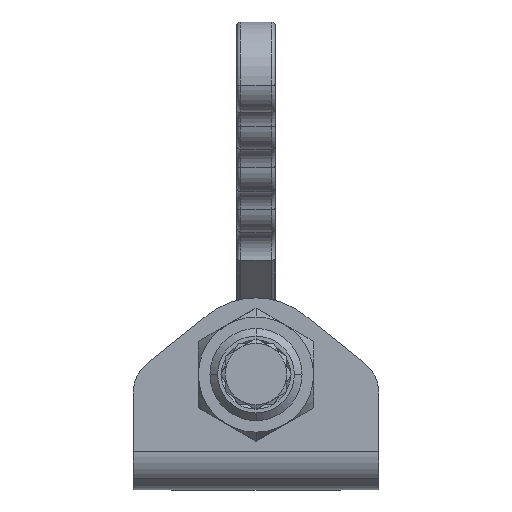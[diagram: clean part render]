
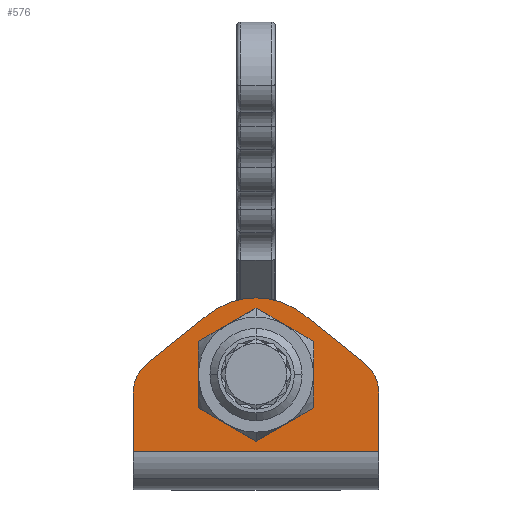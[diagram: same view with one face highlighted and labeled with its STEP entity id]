
A CAD part, top view. The second image highlights one B-rep face of the part: STEP entity #576.
In plain terms, the highlighted planar face has unit normal (0, 0, 1).
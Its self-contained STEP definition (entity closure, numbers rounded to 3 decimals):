
#216=CARTESIAN_POINT('',(12.1,-2.651,0.0));
#217=VERTEX_POINT('',#216);
#233=CARTESIAN_POINT('',(-0.4,9.849,0.0));
#234=VERTEX_POINT('',#233);
#241=CARTESIAN_POINT('',(12.1,9.849,0.0));
#242=DIRECTION('',(0.0,0.0,1.0));
#243=DIRECTION('',(0.0,1.0,0.0));
#244=AXIS2_PLACEMENT_3D('',#241,#242,#243);
#245=CIRCLE('',#244,12.5);
#246=EDGE_CURVE('',#234,#217,#245,.T.);
#258=CARTESIAN_POINT('',(12.1,22.349,0.0));
#259=VERTEX_POINT('',#258);
#275=CARTESIAN_POINT('',(24.6,9.849,0.0));
#276=VERTEX_POINT('',#275);
#283=CARTESIAN_POINT('',(12.1,9.849,0.0));
#284=DIRECTION('',(0.0,0.0,1.0));
#285=DIRECTION('',(0.0,-1.0,0.0));
#286=AXIS2_PLACEMENT_3D('',#283,#284,#285);
#287=CIRCLE('',#286,12.5);
#288=EDGE_CURVE('',#276,#259,#287,.T.);
#299=CARTESIAN_POINT('',(12.1,9.849,0.0));
#300=DIRECTION('',(0.0,0.0,1.0));
#301=DIRECTION('',(0.0,-1.0,0.0));
#302=AXIS2_PLACEMENT_3D('',#299,#300,#301);
#303=CIRCLE('',#302,12.5);
#304=EDGE_CURVE('',#259,#234,#303,.T.);
#332=CARTESIAN_POINT('',(24.6,25.462,0.0));
#333=VERTEX_POINT('',#332);
#340=CARTESIAN_POINT('',(40.35,12.852,0.0));
#341=VERTEX_POINT('',#340);
#342=CARTESIAN_POINT('',(24.6,25.462,0.0));
#343=DIRECTION('',(0.781,-0.625,0.0));
#344=VECTOR('',#343,20.176);
#345=LINE('',#342,#344);
#346=EDGE_CURVE('',#333,#341,#345,.T.);
#371=CARTESIAN_POINT('',(-0.4,25.462,0.0));
#372=VERTEX_POINT('',#371);
#379=CARTESIAN_POINT('',(12.1,9.849,0.0));
#380=DIRECTION('',(0.0,0.0,-1.0));
#381=DIRECTION('',(-1.0,0.0,0.0));
#382=AXIS2_PLACEMENT_3D('',#379,#380,#381);
#383=CIRCLE('',#382,20.);
#384=EDGE_CURVE('',#372,#333,#383,.T.);
#403=CARTESIAN_POINT('',(-16.15,12.852,0.0));
#404=VERTEX_POINT('',#403);
#411=CARTESIAN_POINT('',(-16.15,12.852,0.0));
#412=DIRECTION('',(0.781,0.625,0.0));
#413=VECTOR('',#412,20.176);
#414=LINE('',#411,#413);
#415=EDGE_CURVE('',#404,#372,#414,.T.);
#427=CARTESIAN_POINT('',(12.1,9.849,0.0));
#428=DIRECTION('',(0.0,0.0,1.0));
#429=DIRECTION('',(0.0,1.0,0.0));
#430=AXIS2_PLACEMENT_3D('',#427,#428,#429);
#431=CIRCLE('',#430,12.5);
#432=EDGE_CURVE('',#217,#276,#431,.T.);
#502=CARTESIAN_POINT('',(44.1,-10.151,0.0));
#503=VERTEX_POINT('',#502);
#511=CARTESIAN_POINT('',(-19.9,-10.151,0.0));
#512=VERTEX_POINT('',#511);
#513=CARTESIAN_POINT('',(44.1,-10.151,0.0));
#514=DIRECTION('',(-1.0,0.0,0.0));
#515=VECTOR('',#514,64.);
#516=LINE('',#513,#515);
#517=EDGE_CURVE('',#503,#512,#516,.T.);
#529=CARTESIAN_POINT('',(12.1,9.969,0.0));
#530=DIRECTION('',(0.0,0.0,1.0));
#531=DIRECTION('',(1.0,0.0,0.0));
#532=AXIS2_PLACEMENT_3D('',#529,#530,#531);
#533=PLANE('',#532);
#534=ORIENTED_EDGE('',*,*,#517,.F.);
#535=CARTESIAN_POINT('',(44.1,5.046,0.0));
#536=VERTEX_POINT('',#535);
#537=CARTESIAN_POINT('',(44.1,-10.151,0.0));
#538=DIRECTION('',(0.0,1.0,0.0));
#539=VECTOR('',#538,15.196);
#540=LINE('',#537,#539);
#541=EDGE_CURVE('',#503,#536,#540,.T.);
#542=ORIENTED_EDGE('',*,*,#541,.T.);
#543=CARTESIAN_POINT('',(34.1,5.046,0.0));
#544=DIRECTION('',(0.0,0.0,1.0));
#545=DIRECTION('',(-0.433,0.901,0.0));
#546=AXIS2_PLACEMENT_3D('',#543,#544,#545);
#547=CIRCLE('',#546,10.);
#548=EDGE_CURVE('',#536,#341,#547,.T.);
#549=ORIENTED_EDGE('',*,*,#548,.T.);
#550=ORIENTED_EDGE('',*,*,#346,.F.);
#551=ORIENTED_EDGE('',*,*,#384,.F.);
#552=ORIENTED_EDGE('',*,*,#415,.F.);
#553=CARTESIAN_POINT('',(-19.9,5.046,0.0));
#554=VERTEX_POINT('',#553);
#555=CARTESIAN_POINT('',(-9.9,5.046,0.0));
#556=DIRECTION('',(0.0,0.0,1.0));
#557=DIRECTION('',(-0.433,-0.901,0.0));
#558=AXIS2_PLACEMENT_3D('',#555,#556,#557);
#559=CIRCLE('',#558,10.);
#560=EDGE_CURVE('',#404,#554,#559,.T.);
#561=ORIENTED_EDGE('',*,*,#560,.T.);
#562=CARTESIAN_POINT('',(-19.9,5.046,0.0));
#563=DIRECTION('',(0.0,-1.0,0.0));
#564=VECTOR('',#563,15.196);
#565=LINE('',#562,#564);
#566=EDGE_CURVE('',#554,#512,#565,.T.);
#567=ORIENTED_EDGE('',*,*,#566,.T.);
#568=EDGE_LOOP('',(#534,#542,#549,#550,#551,#552,#561,#567));
#569=FACE_OUTER_BOUND('',#568,.T.);
#570=ORIENTED_EDGE('',*,*,#246,.F.);
#571=ORIENTED_EDGE('',*,*,#304,.F.);
#572=ORIENTED_EDGE('',*,*,#288,.F.);
#573=ORIENTED_EDGE('',*,*,#432,.F.);
#574=EDGE_LOOP('',(#570,#571,#572,#573));
#575=FACE_BOUND('',#574,.T.);
#576=ADVANCED_FACE('',(#569,#575),#533,.T.);
